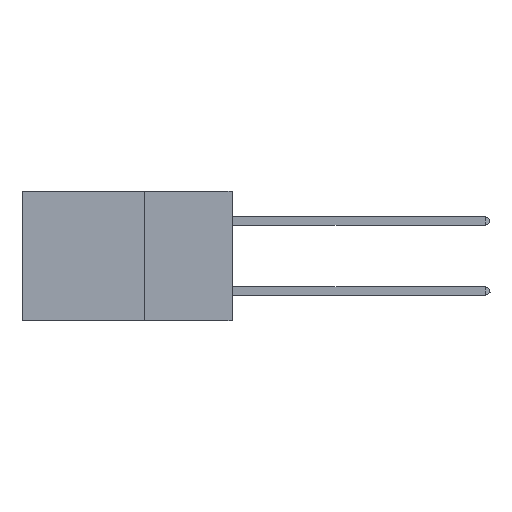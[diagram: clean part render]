
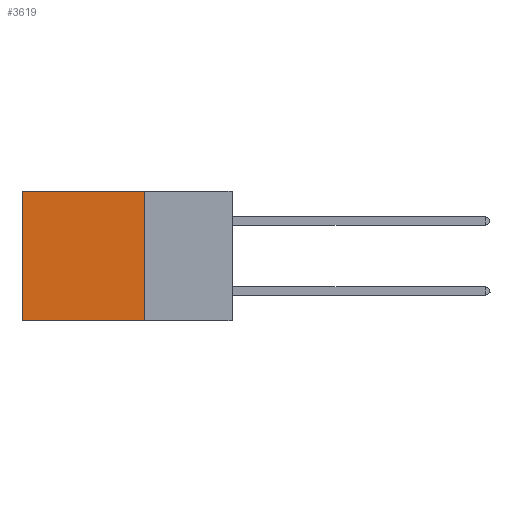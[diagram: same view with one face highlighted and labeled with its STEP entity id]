
A CAD part, left-side view. The second image highlights one B-rep face of the part: STEP entity #3619.
In plain terms, the highlighted planar face has unit normal (-1, 0, 0).
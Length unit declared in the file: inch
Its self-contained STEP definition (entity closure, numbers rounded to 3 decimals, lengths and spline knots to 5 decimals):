
#934 = VECTOR ( 'NONE', #30683, 39.37008 ) ;
#1401 = VERTEX_POINT ( 'NONE', #25477 ) ;
#2677 = CARTESIAN_POINT ( 'NONE',  ( 0.2875, 0.6, -0.37 ) ) ;
#2735 = VECTOR ( 'NONE', #28884, 39.37008 ) ;
#2987 = EDGE_LOOP ( 'NONE', ( #14161, #33118, #3344, #18954 ) ) ;
#3143 = VERTEX_POINT ( 'NONE', #7754 ) ;
#3189 = VERTEX_POINT ( 'NONE', #2677 ) ;
#3344 = ORIENTED_EDGE ( 'NONE', *, *, #25767, .F. ) ;
#3619 = ADVANCED_FACE ( 'NONE', ( #17839 ), #16477, .F. ) ;
#4826 = LINE ( 'NONE', #31839, #2735 ) ;
#7754 = CARTESIAN_POINT ( 'NONE',  ( 0.2875, 0.25, -0.37 ) ) ;
#8751 = LINE ( 'NONE', #18028, #26374 ) ;
#10639 = EDGE_CURVE ( 'NONE', #3143, #3189, #8751, .T. ) ;
#11227 = CARTESIAN_POINT ( 'NONE',  ( 0.2875, 0.25, 0. ) ) ;
#13379 = VECTOR ( 'NONE', #27510, 39.37008 ) ;
#14161 = ORIENTED_EDGE ( 'NONE', *, *, #31582, .T. ) ;
#15423 = VERTEX_POINT ( 'NONE', #27566 ) ;
#16477 = PLANE ( 'NONE',  #18929 ) ;
#17839 = FACE_OUTER_BOUND ( 'NONE', #2987, .T. ) ;
#18028 = CARTESIAN_POINT ( 'NONE',  ( 0.2875, 0.25, -0.37 ) ) ;
#18929 = AXIS2_PLACEMENT_3D ( 'NONE', #11227, #29628, #32017 ) ;
#18954 = ORIENTED_EDGE ( 'NONE', *, *, #27692, .T. ) ;
#22674 = CARTESIAN_POINT ( 'NONE',  ( 0.2875, 0.25, 0. ) ) ;
#23878 = LINE ( 'NONE', #25554, #934 ) ;
#25477 = CARTESIAN_POINT ( 'NONE',  ( 0.2875, 0.25, 0. ) ) ;
#25554 = CARTESIAN_POINT ( 'NONE',  ( 0.2875, 0.25, 0. ) ) ;
#25767 = EDGE_CURVE ( 'NONE', #1401, #3143, #31732, .T. ) ;
#26374 = VECTOR ( 'NONE', #33392, 39.37008 ) ;
#27510 = DIRECTION ( 'NONE',  ( 0., 0., -1. ) ) ;
#27566 = CARTESIAN_POINT ( 'NONE',  ( 0.2875, 0.6, 0. ) ) ;
#27692 = EDGE_CURVE ( 'NONE', #1401, #15423, #23878, .T. ) ;
#28884 = DIRECTION ( 'NONE',  ( 0., 0., -1. ) ) ;
#29628 = DIRECTION ( 'NONE',  ( 1., 0., 0. ) ) ;
#30683 = DIRECTION ( 'NONE',  ( 0., 1., 0. ) ) ;
#31582 = EDGE_CURVE ( 'NONE', #15423, #3189, #4826, .T. ) ;
#31732 = LINE ( 'NONE', #22674, #13379 ) ;
#31839 = CARTESIAN_POINT ( 'NONE',  ( 0.2875, 0.6, 0. ) ) ;
#32017 = DIRECTION ( 'NONE',  ( 0., 0., -1. ) ) ;
#33118 = ORIENTED_EDGE ( 'NONE', *, *, #10639, .F. ) ;
#33392 = DIRECTION ( 'NONE',  ( 0., 1., 0. ) ) ;
